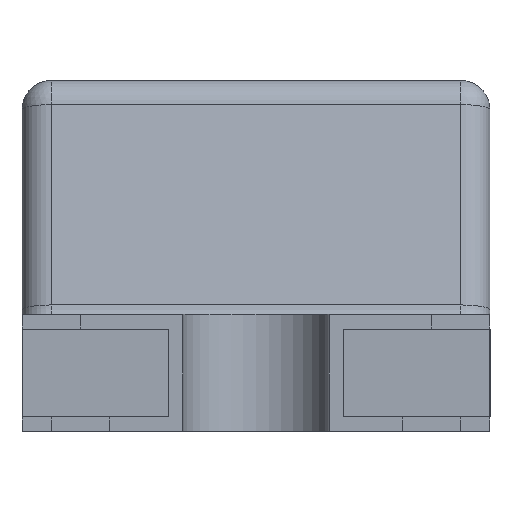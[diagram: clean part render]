
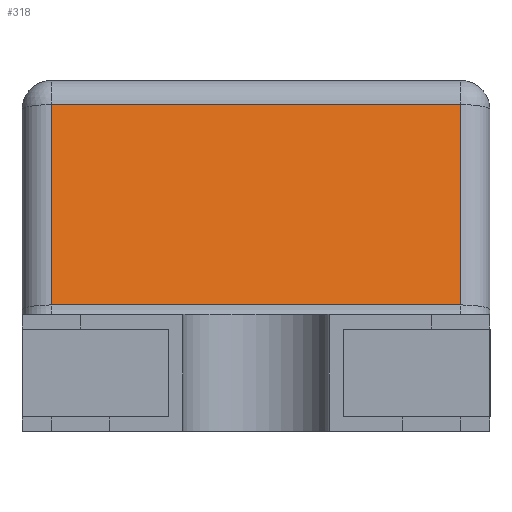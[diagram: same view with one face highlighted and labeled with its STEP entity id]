
A CAD part, left-side view. The second image highlights one B-rep face of the part: STEP entity #318.
In plain terms, the highlighted planar face has unit normal (-0.985, 0, 0.174).
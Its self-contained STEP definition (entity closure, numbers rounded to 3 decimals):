
#318 = ADVANCED_FACE( '', ( #665 ), #666, .F. );
#665 = FACE_OUTER_BOUND( '', #1044, .T. );
#666 = PLANE( '', #1045 );
#1044 = EDGE_LOOP( '', ( #1841, #1842, #1843, #1844 ) );
#1045 = AXIS2_PLACEMENT_3D( '', #1845, #1846, #1847 );
#1841 = ORIENTED_EDGE( '', *, *, #2357, .T. );
#1842 = ORIENTED_EDGE( '', *, *, #2575, .T. );
#1843 = ORIENTED_EDGE( '', *, *, #2559, .F. );
#1844 = ORIENTED_EDGE( '', *, *, #2317, .T. );
#1845 = CARTESIAN_POINT( '', ( -0.456, -0.8, 1.117 ) );
#1846 = DIRECTION( '', ( 0.985, 0., -0.174 ) );
#1847 = DIRECTION( '', ( -0.174, 0., -0.985 ) );
#2317 = EDGE_CURVE( '', #2785, #2783, #2786, .F. );
#2357 = EDGE_CURVE( '', #2783, #2847, #2849, .T. );
#2559 = EDGE_CURVE( '', #2785, #2836, #3151, .T. );
#2575 = EDGE_CURVE( '', #2847, #2836, #3172, .T. );
#2783 = VERTEX_POINT( '', #3440 );
#2785 = VERTEX_POINT( '', #3442 );
#2786 = LINE( '', #3443, #3444 );
#2836 = VERTEX_POINT( '', #3513 );
#2847 = VERTEX_POINT( '', #3530 );
#2849 = LINE( '', #3532, #3533 );
#3151 = LINE( '', #3968, #3969 );
#3172 = LINE( '', #3998, #3999 );
#3440 = CARTESIAN_POINT( '', ( -0.456, -0.7, 1.117 ) );
#3442 = CARTESIAN_POINT( '', ( -0.577, -0.7, 0.433 ) );
#3443 = CARTESIAN_POINT( '', ( -0.456, -0.7, 1.117 ) );
#3444 = VECTOR( '', #4216, 1000. );
#3513 = CARTESIAN_POINT( '', ( -0.577, 0.7, 0.433 ) );
#3530 = CARTESIAN_POINT( '', ( -0.456, 0.7, 1.117 ) );
#3532 = CARTESIAN_POINT( '', ( -0.456, -0.8, 1.117 ) );
#3533 = VECTOR( '', #4264, 1000. );
#3968 = CARTESIAN_POINT( '', ( -0.577, -0.8, 0.433 ) );
#3969 = VECTOR( '', #4469, 1000. );
#3998 = CARTESIAN_POINT( '', ( -0.577, 0.7, 0.433 ) );
#3999 = VECTOR( '', #4484, 1000. );
#4216 = DIRECTION( '', ( -0.174, 0., -0.985 ) );
#4264 = DIRECTION( '', ( 0., 1., 0. ) );
#4469 = DIRECTION( '', ( 0., 1., 0. ) );
#4484 = DIRECTION( '', ( -0.174, 0., -0.985 ) );
